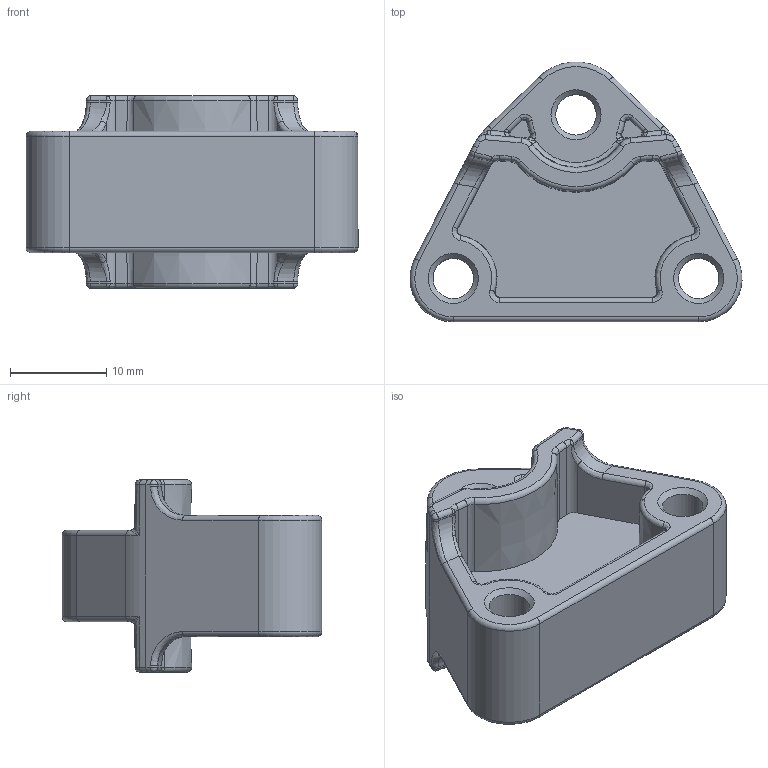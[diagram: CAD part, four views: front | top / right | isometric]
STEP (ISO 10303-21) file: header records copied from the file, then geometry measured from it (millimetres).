
FILE_DESCRIPTION(/* description */ (''),/* implementation_level */ '2;1');
FILE_NAME(/* name */ 'Support Bottom.ipt.step',/* time_stamp */ '2020-04-16T23:28:54-04:00',/* author */ ('Jordan'),/* organization */ (''),/* preprocessor_version */ 'ST-DEVELOPER v17',/* originating_system */ 'Autodesk Inventor 2019',/* authorisation */ '');
FILE_SCHEMA (('AUTOMOTIVE_DESIGN { 1 0 10303 214 3 1 1 }','FEATURE_BASED_PROCESS_PLANNING'));
Length unit declared in the file: inch
Products named in the file (1): Support Bottom
Bounding box: 34.49 x 26.98 x 20 mm (x, y, z)
Volume: 5124.5 mm3; surface area: 4006.9 mm2
Topology: 1 solids, 1 shells, 261 faces, 645 edges, 384 vertices
Faces by surface type: bspline 100, cylinder 64, torus 36, plane 35, cone 18, sphere 8
Full cylindrical faces by diameter (mm): 4.2 x3
Entity records: 13581 total; most frequent: CARTESIAN_POINT 7815, ORIENTED_EDGE 1286, DIRECTION 1147, EDGE_CURVE 643, AXIS2_PLACEMENT_3D 485, VERTEX_POINT 384, CIRCLE 290, EDGE_LOOP 267
